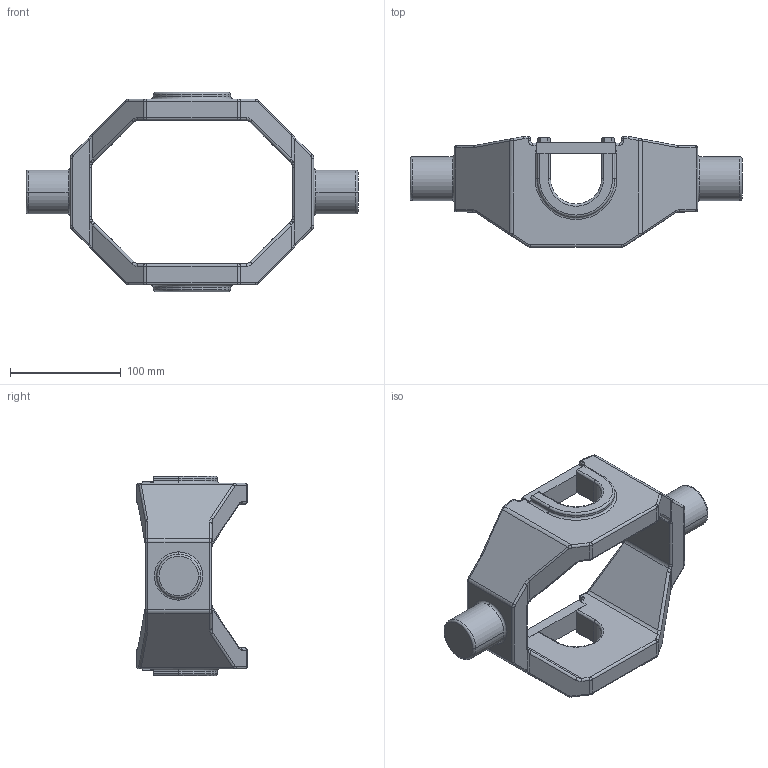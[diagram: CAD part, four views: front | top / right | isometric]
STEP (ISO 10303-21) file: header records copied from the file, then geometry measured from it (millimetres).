
FILE_DESCRIPTION (( 'STEP AP203' ), '1' );
FILE_NAME ('BER1 MONTE.STEP', '2018-02-07T08:17:22', ( '' ), ( '' ), 'SwSTEP 2.0', 'SolidWorks 2017', '' );
FILE_SCHEMA (( 'CONFIG_CONTROL_DESIGN' ));
Length unit declared in the file: millimetre
Products named in the file (1): BER1 MONTE
Bounding box: 300 x 100 x 180 mm (x, y, z)
Surface area: 128750.8 mm2 (no closed solid volume)
Topology: 0 solids, 7 shells, 363 faces, 897 edges, 532 vertices
Faces by surface type: cylinder 137, plane 98, torus 53, bspline 43, cone 24, sphere 8
Entity records: 11573 total; most frequent: CARTESIAN_POINT 3288, DIRECTION 1752, ORIENTED_EDGE 1698, EDGE_CURVE 889, AXIS2_PLACEMENT_3D 686, VERTEX_POINT 532, LINE 380, VECTOR 380
